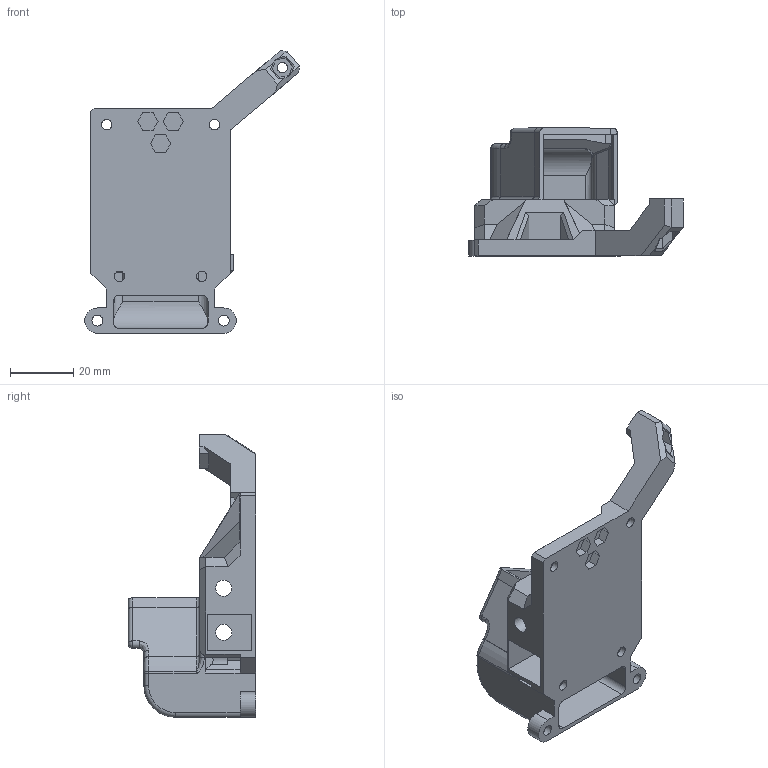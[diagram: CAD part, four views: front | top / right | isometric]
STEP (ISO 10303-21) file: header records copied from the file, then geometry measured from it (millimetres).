
FILE_DESCRIPTION(/* description */ (''),/* implementation_level */ '2;1');
FILE_NAME(/* name */ '7620_back_core_xy6.stp',/* time_stamp */ '2021-07-12T19:40:24+02:00',/* author */ ('luk'),/* organization */ (''),/* preprocessor_version */ 'ST-DEVELOPER v18',/* originating_system */ 'Autodesk Inventor 2020',/* authorisation */ '');
FILE_SCHEMA (('AUTOMOTIVE_DESIGN { 1 0 10303 214 3 1 1 }'));
Length unit declared in the file: millimetre
Products named in the file (1): 7625_back_core_xy6
Bounding box: 67.87 x 40.45 x 89.37 mm (x, y, z)
Volume: 30373.7 mm3; surface area: 22188.4 mm2
Topology: 1 solids, 1 shells, 331 faces, 906 edges, 595 vertices
Faces by surface type: plane 237, cylinder 61, bspline 18, torus 11, sphere 4
Full cylindrical faces by diameter (mm): 3.2 x1, 3.3 x7, 3.4 x2, 5.1 x2
Entity records: 11071 total; most frequent: CARTESIAN_POINT 2676, ORIENTED_EDGE 1784, DIRECTION 1631, EDGE_CURVE 892, LINE 671, VECTOR 671, VERTEX_POINT 573, AXIS2_PLACEMENT_3D 480
